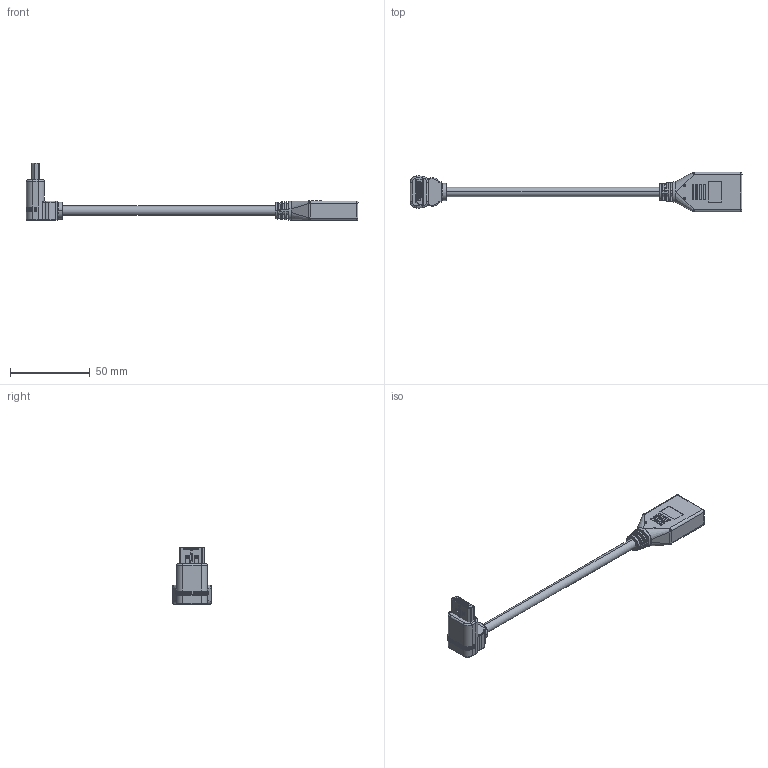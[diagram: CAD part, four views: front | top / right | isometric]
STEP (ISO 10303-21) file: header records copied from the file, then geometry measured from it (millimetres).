
FILE_DESCRIPTION (( 'STEP AP214' ), '1' );
FILE_NAME ('DP8UA-FM-1M_3D.step', '2025-06-16T18:25:09', ( '' ), ( '' ), 'SwSTEP 2.0', 'SolidWorks 2022', '' );
FILE_SCHEMA (( 'AUTOMOTIVE_DESIGN' ));
Length unit declared in the file: inch
Products named in the file (37): XSD1490_1_1O_7; XSD1390_1_1O_7; DP036A_ASM_ASM_1XC_ASM_7; DP039A10_1_1O_7; XSD790_1_1O_7; HSJXDP90_1_1O_7; DP040A0_ASM_2_ASMO_1_ASM_7; XSD1090_1_1O_7; 20516420_ASM_7; DPYH190_1_1O_7; DPDJT90_1_1O_7; XSD1190_1_1O_7; DP039ADP10_ASM_2_ASOM_1_ASM_7; XSD490_1_1O_7; DPF-01EE06_1_1_1D_7; XSD1690_1_1O_7; 6ODX_3_1O_7; DP040A_ASM_16_ASM_1O_ASM_7; DPAF-210309-1EE06_1_1_1D_7; XSD590_1_1O_7; XSD1290_1_1O_7; XSD690_1_1O_7; 0DP36A_ASM_1_ASM_1X_ASM_7; XSD1590_1_1O_7; XSD19A0_1_1O_7; DP36AW_ASM_1_1_ASM_1C_ASM_7; XSD2090_1_1O_7; XSD890_1_1O_7; XSD1890_1_1O_7; DP8UA-FM-1M_3D; XSD990_1_1O_7; XSD290_1_1O_7; XSD390_1_1O_7; DP040A1_ASM_ASM_1O_ASM_7; DPAF-PCB-210309-1C0EED6_1_1_1_7; DYSLP090_1_1O_7; XSD1790_1_1O_7
Assembly tree (36 placements, depth 7):
  DP8UA-FM-1M_3D
    DP036A_ASM_ASM_1XC_ASM_7
      0DP36A_ASM_1_ASM_1X_ASM_7
        DP36AW_ASM_1_1_ASM_1C_ASM_7
          DPAF-PCB-210309-1C0EED6_1_1_1_7
          DPAF-210309-1EE06_1_1_1D_7
          DPF-01EE06_1_1_1D_7
    20516420_ASM_7
      DP040A1_ASM_ASM_1O_ASM_7
        DP040A_ASM_16_ASM_1O_ASM_7
          6ODX_3_1O_7
          DP040A0_ASM_2_ASMO_1_ASM_7
            DP039A10_1_1O_7
            DP039ADP10_ASM_2_ASOM_1_ASM_7
              HSJXDP90_1_1O_7
              DPYH190_1_1O_7
              DPDJT90_1_1O_7
              DYSLP090_1_1O_7
              XSD19A0_1_1O_7
              XSD290_1_1O_7
              XSD390_1_1O_7
              XSD490_1_1O_7
              XSD590_1_1O_7
              XSD690_1_1O_7
              XSD790_1_1O_7
              XSD890_1_1O_7
              XSD990_1_1O_7
              XSD1090_1_1O_7
              XSD1190_1_1O_7
              XSD1290_1_1O_7
              XSD1390_1_1O_7
              XSD1490_1_1O_7
              XSD1590_1_1O_7
              XSD1690_1_1O_7
              XSD1790_1_1O_7
              XSD1890_1_1O_7
              XSD2090_1_1O_7
Bounding box: 208.75 x 24.8 x 36.32 mm (x, y, z)
Volume: 16146.9 mm3; surface area: 19697.9 mm2
Topology: 27 solids, 29 shells, 6403 faces, 18932 edges, 12474 vertices
Faces by surface type: plane 3876, cylinder 2151, bspline 325, cone 45, torus 6
Entity records: 252059 total; most frequent: CARTESIAN_POINT 89912, ORIENTED_EDGE 37760, DIRECTION 27721, EDGE_CURVE 18882, VERTEX_POINT 12474, VECTOR 11681, LINE 11681, AXIS2_PLACEMENT_3D 8020
